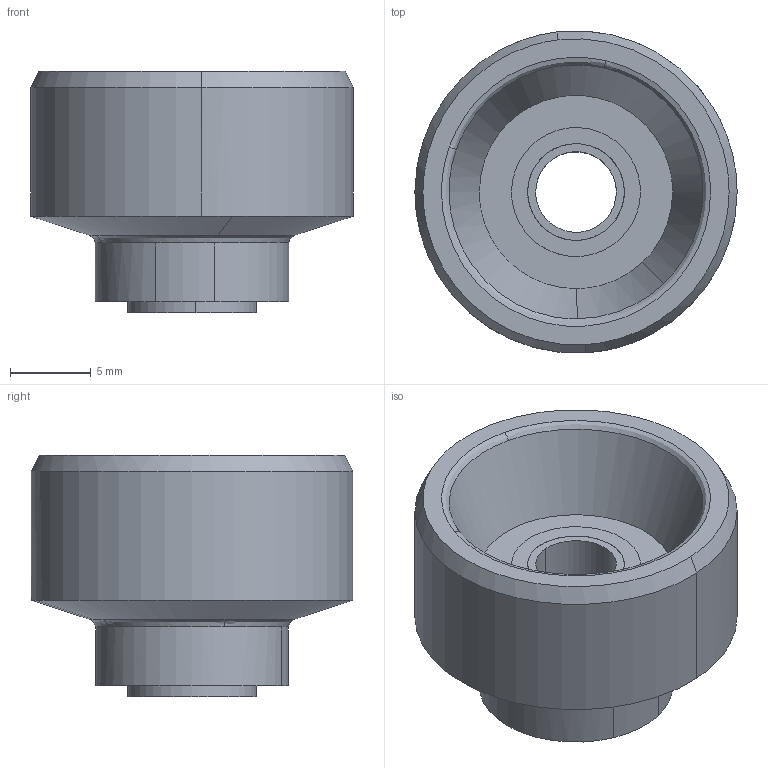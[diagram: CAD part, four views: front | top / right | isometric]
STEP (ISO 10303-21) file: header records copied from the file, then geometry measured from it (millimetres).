
FILE_DESCRIPTION((''),'2;1');
FILE_NAME('','2005-07-15T10:35:44',(''),(''),'','CADfix','');
FILE_SCHEMA(('AUTOMOTIVE_DESIGN'));
Length unit declared in the file: millimetre
Products named in the file (3): screw; knob; KKF_20_M5_4440_36
Assembly tree (2 placements, depth 2):
  KKF_20_M5_4440_36
    screw
    knob
Bounding box: 20 x 19.97 x 15 mm (x, y, z)
Volume: 2549.7 mm3; surface area: 2016.8 mm2
Topology: 2 solids, 2 shells, 31 faces, 109 edges, 85 vertices
Faces by surface type: bspline 31
Entity records: 1451 total; most frequent: CARTESIAN_POINT 827, ORIENTED_EDGE 218, EDGE_CURVE 109, VERTEX_POINT 85, EDGE_LOOP 38, FACE_OUTER_BOUND 31, ADVANCED_FACE 31, QUASI_UNIFORM_CURVE 20
